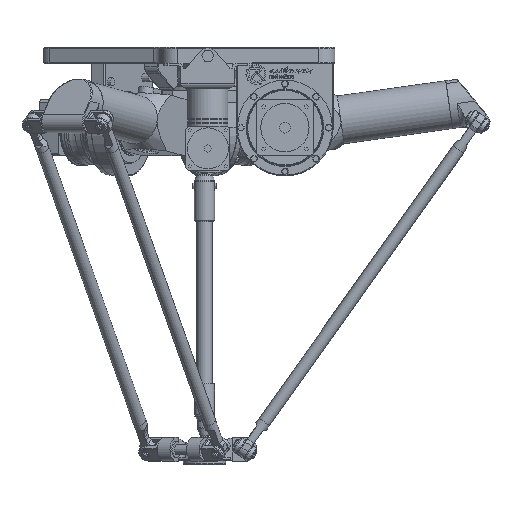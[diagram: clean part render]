
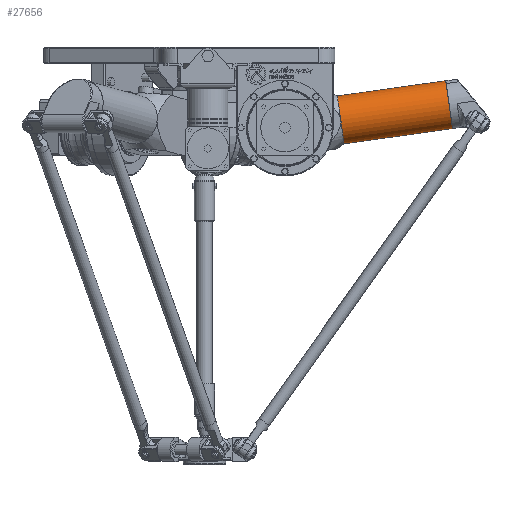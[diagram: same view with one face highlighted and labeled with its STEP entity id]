
A CAD part, front view. The second image highlights one B-rep face of the part: STEP entity #27656.
In plain terms, the highlighted cylindrical face has radius 30 mm (diameter 60 mm), a full revolution.
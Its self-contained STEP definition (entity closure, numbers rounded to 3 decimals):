
#921=FACE_BOUND('',#6999,.T.);
#2702=CIRCLE('',#30476,30.);
#2711=CIRCLE('',#30494,30.);
#2712=CIRCLE('',#30495,30.);
#3472=CYLINDRICAL_SURFACE('',#30493,30.);
#4850=FACE_OUTER_BOUND('',#6998,.T.);
#6998=EDGE_LOOP('',(#23601));
#6999=EDGE_LOOP('',(#23602,#23603));
#13801=VERTEX_POINT('',#53024);
#13814=VERTEX_POINT('',#53067);
#13815=VERTEX_POINT('',#53068);
#17186=EDGE_CURVE('',#13801,#13801,#2702,.T.);
#17207=EDGE_CURVE('',#13814,#13815,#2711,.T.);
#17208=EDGE_CURVE('',#13815,#13814,#2712,.T.);
#23601=ORIENTED_EDGE('',*,*,#17186,.T.);
#23602=ORIENTED_EDGE('',*,*,#17207,.T.);
#23603=ORIENTED_EDGE('',*,*,#17208,.T.);
#27656=ADVANCED_FACE('',(#4850,#921),#3472,.T.);
#30476=AXIS2_PLACEMENT_3D('',#53025,#37328,#37329);
#30493=AXIS2_PLACEMENT_3D('',#53066,#37374,#37375);
#30494=AXIS2_PLACEMENT_3D('',#53069,#37376,#37377);
#30495=AXIS2_PLACEMENT_3D('',#53070,#37378,#37379);
#37328=DIRECTION('center_axis',(0.,0.,-1.));
#37329=DIRECTION('ref_axis',(-1.,0.,0.));
#37374=DIRECTION('center_axis',(0.,0.,1.));
#37375=DIRECTION('ref_axis',(-1.,0.,0.));
#37376=DIRECTION('center_axis',(0.,0.,1.));
#37377=DIRECTION('ref_axis',(-1.,0.,0.));
#37378=DIRECTION('center_axis',(0.,0.,1.));
#37379=DIRECTION('ref_axis',(-1.,0.,0.));
#53024=CARTESIAN_POINT('',(0.,-30.,133.569));
#53025=CARTESIAN_POINT('Origin',(0.,0.,133.569));
#53066=CARTESIAN_POINT('Origin',(0.,0.,0.));
#53067=CARTESIAN_POINT('',(-30.,0.,-2.5));
#53068=CARTESIAN_POINT('',(30.,0.,-2.5));
#53069=CARTESIAN_POINT('Origin',(0.,0.,-2.5));
#53070=CARTESIAN_POINT('Origin',(0.,0.,-2.5));
